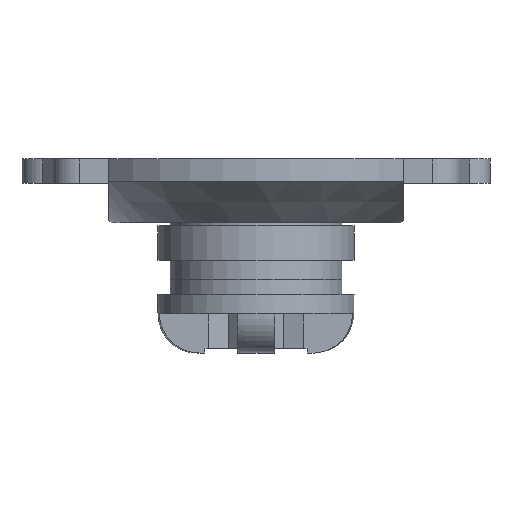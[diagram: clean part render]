
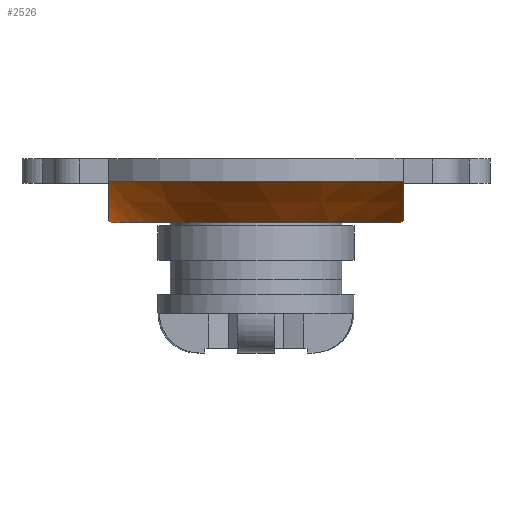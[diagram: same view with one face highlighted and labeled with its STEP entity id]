
A CAD part, left-side view. The second image highlights one B-rep face of the part: STEP entity #2526.
In plain terms, the highlighted conical face has half-angle 49.635 degrees and reference radius 34.5 mm.
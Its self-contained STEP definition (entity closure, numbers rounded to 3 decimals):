
#31=(
BOUNDED_CURVE()
B_SPLINE_CURVE(2,(#3831,#3832,#3833),.UNSPECIFIED.,.F.,.F.)
B_SPLINE_CURVE_WITH_KNOTS((3,3),(0.6,6.512),
 .UNSPECIFIED.)
CURVE()
GEOMETRIC_REPRESENTATION_ITEM()
RATIONAL_B_SPLINE_CURVE((1.076,1.417,1.076))
REPRESENTATION_ITEM('')
);
#32=(
BOUNDED_CURVE()
B_SPLINE_CURVE(2,(#3915,#3916,#3917),.UNSPECIFIED.,.F.,.F.)
B_SPLINE_CURVE_WITH_KNOTS((3,3),(0.6,6.512),
 .UNSPECIFIED.)
CURVE()
GEOMETRIC_REPRESENTATION_ITEM()
RATIONAL_B_SPLINE_CURVE((1.076,1.417,1.076))
REPRESENTATION_ITEM('')
);
#262=FACE_OUTER_BOUND('',#418,.T.);
#418=EDGE_LOOP('',(#1939,#1940,#1941,#1942,#1943,#1944,#1945));
#634=LINE('',#3911,#871);
#871=VECTOR('',#3154,34.5);
#1085=CIRCLE('',#2734,29.5);
#1086=CIRCLE('',#2735,39.5);
#1087=CIRCLE('',#2736,39.5);
#1206=VERTEX_POINT('',#3828);
#1207=VERTEX_POINT('',#3830);
#1233=VERTEX_POINT('',#3909);
#1234=VERTEX_POINT('',#3912);
#1235=VERTEX_POINT('',#3914);
#1463=EDGE_CURVE('',#1207,#1206,#31,.T.);
#1501=EDGE_CURVE('',#1233,#1233,#1085,.T.);
#1502=EDGE_CURVE('',#1233,#1207,#634,.T.);
#1503=EDGE_CURVE('',#1206,#1234,#1086,.T.);
#1504=EDGE_CURVE('',#1234,#1235,#32,.T.);
#1505=EDGE_CURVE('',#1235,#1207,#1087,.T.);
#1939=ORIENTED_EDGE('',*,*,#1501,.T.);
#1940=ORIENTED_EDGE('',*,*,#1502,.T.);
#1941=ORIENTED_EDGE('',*,*,#1463,.T.);
#1942=ORIENTED_EDGE('',*,*,#1503,.T.);
#1943=ORIENTED_EDGE('',*,*,#1504,.T.);
#1944=ORIENTED_EDGE('',*,*,#1505,.T.);
#1945=ORIENTED_EDGE('',*,*,#1502,.F.);
#2483=CONICAL_SURFACE('',#2733,34.5,0.866);
#2526=ADVANCED_FACE('',(#262),#2483,.T.);
#2733=AXIS2_PLACEMENT_3D('',#3908,#3150,#3151);
#2734=AXIS2_PLACEMENT_3D('',#3910,#3152,#3153);
#2735=AXIS2_PLACEMENT_3D('',#3913,#3155,#3156);
#2736=AXIS2_PLACEMENT_3D('',#3918,#3157,#3158);
#3150=DIRECTION('center_axis',(0.,0.,1.));
#3151=DIRECTION('ref_axis',(0.651,-0.759,0.));
#3152=DIRECTION('center_axis',(0.,0.,1.));
#3153=DIRECTION('ref_axis',(0.651,-0.759,0.));
#3154=DIRECTION('',(-0.496,0.579,0.648));
#3155=DIRECTION('center_axis',(0.,0.,-1.));
#3156=DIRECTION('ref_axis',(0.651,-0.759,0.));
#3157=DIRECTION('center_axis',(0.,0.,-1.));
#3158=DIRECTION('ref_axis',(-0.651,0.759,0.));
#3828=CARTESIAN_POINT('',(45.598,0.,0.5));
#3830=CARTESIAN_POINT('',(-5.793,0.,0.5));
#3831=CARTESIAN_POINT('Ctrl Pts',(-5.793,0.,
0.5));
#3832=CARTESIAN_POINT('Ctrl Pts',(19.903,0.,
-13.708));
#3833=CARTESIAN_POINT('Ctrl Pts',(45.598,0.,
0.5));
#3908=CARTESIAN_POINT('Origin',(19.903,-30.,-3.75));
#3909=CARTESIAN_POINT('',(0.712,-7.595,-8.));
#3910=CARTESIAN_POINT('Origin',(19.903,-30.,-8.));
#3911=CARTESIAN_POINT('',(-2.54,-3.797,-3.75));
#3912=CARTESIAN_POINT('',(45.598,-60.,0.5));
#3913=CARTESIAN_POINT('Origin',(19.903,-30.,0.5));
#3914=CARTESIAN_POINT('',(-5.793,-60.,0.5));
#3915=CARTESIAN_POINT('Ctrl Pts',(45.598,-60.,0.5));
#3916=CARTESIAN_POINT('Ctrl Pts',(19.903,-60.,-13.708));
#3917=CARTESIAN_POINT('Ctrl Pts',(-5.793,-60.,0.5));
#3918=CARTESIAN_POINT('Origin',(19.903,-30.,0.5));
